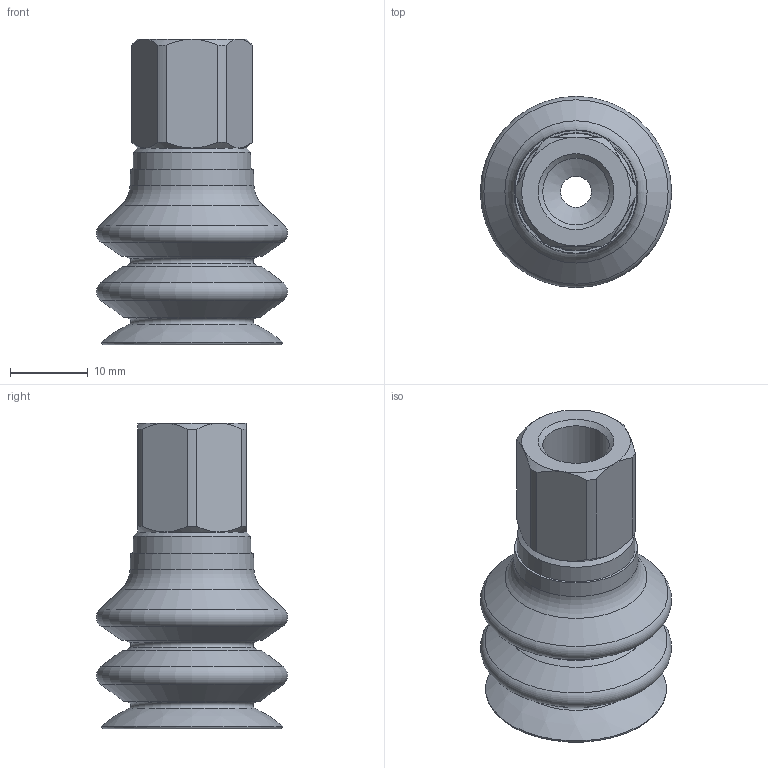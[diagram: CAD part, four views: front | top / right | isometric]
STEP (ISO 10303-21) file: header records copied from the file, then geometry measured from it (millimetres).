
FILE_DESCRIPTION(/* description */ (''),/* implementation_level */ '2;1');
FILE_NAME(/* name */ '20.023.202-Kd.stp',/* time_stamp */ '2024-01-12T07:36:16+01:00',/* author */ ('RKob'),/* organization */ (''),/* preprocessor_version */ 'ST-DEVELOPER v18',/* originating_system */ 'Autodesk Inventor 2020',/* authorisation */ '');
FILE_SCHEMA (('AUTOMOTIVE_DESIGN { 1 0 10303 214 3 1 1 }'));
Length unit declared in the file: millimetre
Products named in the file (3): Baugruppe1; 0803977; 0803855
Assembly tree (2 placements, depth 2):
  Baugruppe1
    0803977
    0803855
Bounding box: 24.6 x 24.6 x 39.3 mm (x, y, z)
Volume: 8457.4 mm3; surface area: 4951.2 mm2
Topology: 2 solids, 2 shells, 71 faces, 188 edges, 124 vertices
Faces by surface type: cone 28, plane 25, cylinder 11, torus 6, bspline 1
Full cylindrical faces by diameter (mm): 4 x1, 8 x2, 8.566 x1, 10.3 x1
Entity records: 2486 total; most frequent: CARTESIAN_POINT 552, DIRECTION 421, ORIENTED_EDGE 376, EDGE_CURVE 188, AXIS2_PLACEMENT_3D 182, VERTEX_POINT 124, CIRCLE 107, EDGE_LOOP 78
